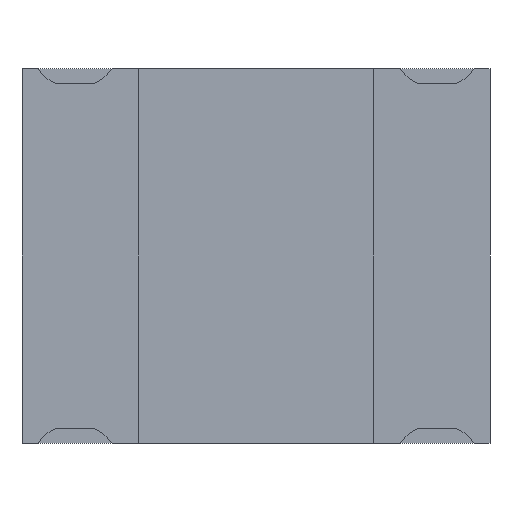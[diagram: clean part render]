
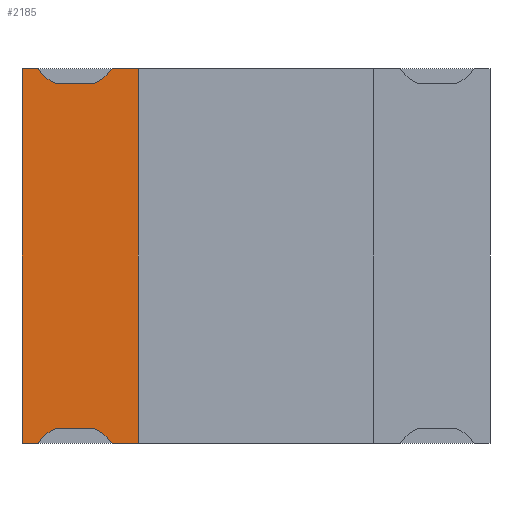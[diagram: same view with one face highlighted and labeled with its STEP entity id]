
A CAD part, front view. The second image highlights one B-rep face of the part: STEP entity #2185.
In plain terms, the highlighted planar face has unit normal (0, -1, 0).
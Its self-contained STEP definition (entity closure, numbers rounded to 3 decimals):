
#28 = EDGE_LOOP ( 'NONE', ( #2336, #1391, #2102, #2278, #1897, #1060, #1411, #865, #884, #319, #1992, #1409 ) ) ;
#33 = DIRECTION ( 'NONE',  ( 0., -1., 0. ) ) ;
#49 = LINE ( 'NONE', #1545, #977 ) ;
#61 = VERTEX_POINT ( 'NONE', #1658 ) ;
#75 = VERTEX_POINT ( 'NONE', #1111 ) ;
#76 = VERTEX_POINT ( 'NONE', #191 ) ;
#191 = CARTESIAN_POINT ( 'NONE',  ( -0.63, -0.775, 1. ) ) ;
#193 = DIRECTION ( 'NONE',  ( 0., 0., -1. ) ) ;
#194 = DIRECTION ( 'NONE',  ( 0., 1., 0. ) ) ;
#199 = VECTOR ( 'NONE', #477, 1000. ) ;
#208 = CIRCLE ( 'NONE', #1720, 0.25 ) ;
#212 = FACE_OUTER_BOUND ( 'NONE', #28, .T. ) ;
#226 = DIRECTION ( 'NONE',  ( 0., 0., -1. ) ) ;
#272 = DIRECTION ( 'NONE',  ( 0., 1., 0. ) ) ;
#316 = CARTESIAN_POINT ( 'NONE',  ( -0.967, -0.775, 1.149 ) ) ;
#319 = ORIENTED_EDGE ( 'NONE', *, *, #2054, .T. ) ;
#345 = DIRECTION ( 'NONE',  ( 0., 0., -1. ) ) ;
#369 = EDGE_CURVE ( 'NONE', #900, #76, #2125, .T. ) ;
#410 = CARTESIAN_POINT ( 'NONE',  ( -1.25, -0.775, 1. ) ) ;
#416 = VECTOR ( 'NONE', #345, 1000. ) ;
#441 = LINE ( 'NONE', #1024, #844 ) ;
#473 = AXIS2_PLACEMENT_3D ( 'NONE', #947, #194, #2051 ) ;
#477 = DIRECTION ( 'NONE',  ( -1., 0., 0. ) ) ;
#487 = EDGE_CURVE ( 'NONE', #1299, #1814, #530, .T. ) ;
#508 = DIRECTION ( 'NONE',  ( 0., 0., -1. ) ) ;
#517 = CARTESIAN_POINT ( 'NONE',  ( -0.63, -0.775, 0. ) ) ;
#530 = CIRCLE ( 'NONE', #615, 0.25 ) ;
#563 = LINE ( 'NONE', #1575, #2131 ) ;
#615 = AXIS2_PLACEMENT_3D ( 'NONE', #316, #1602, #508 ) ;
#678 = DIRECTION ( 'NONE',  ( 1., 0., 0. ) ) ;
#701 = DIRECTION ( 'NONE',  ( 0., 0., -1. ) ) ;
#779 = EDGE_CURVE ( 'NONE', #1528, #1799, #208, .T. ) ;
#806 = EDGE_CURVE ( 'NONE', #1814, #1528, #563, .T. ) ;
#819 = LINE ( 'NONE', #1083, #416 ) ;
#823 = VERTEX_POINT ( 'NONE', #1343 ) ;
#844 = VECTOR ( 'NONE', #678, 1000. ) ;
#865 = ORIENTED_EDGE ( 'NONE', *, *, #1015, .T. ) ;
#875 = CARTESIAN_POINT ( 'NONE',  ( -0.63, -0.775, -1. ) ) ;
#884 = ORIENTED_EDGE ( 'NONE', *, *, #1277, .T. ) ;
#900 = VERTEX_POINT ( 'NONE', #875 ) ;
#947 = CARTESIAN_POINT ( 'NONE',  ( -0.967, -0.775, -1.149 ) ) ;
#960 = CARTESIAN_POINT ( 'NONE',  ( 0., -0.775, 0. ) ) ;
#969 = CARTESIAN_POINT ( 'NONE',  ( -0.767, -0.775, 1. ) ) ;
#977 = VECTOR ( 'NONE', #2060, 1000. ) ;
#1015 = EDGE_CURVE ( 'NONE', #2068, #75, #819, .T. ) ;
#1024 = CARTESIAN_POINT ( 'NONE',  ( 0., -0.775, -0.92 ) ) ;
#1060 = ORIENTED_EDGE ( 'NONE', *, *, #779, .T. ) ;
#1083 = CARTESIAN_POINT ( 'NONE',  ( -1.25, -0.775, 0. ) ) ;
#1096 = LINE ( 'NONE', #2168, #1894 ) ;
#1111 = CARTESIAN_POINT ( 'NONE',  ( -1.25, -0.775, -1. ) ) ;
#1222 = DIRECTION ( 'NONE',  ( 0., 0., 1. ) ) ;
#1241 = VERTEX_POINT ( 'NONE', #1483 ) ;
#1258 = EDGE_CURVE ( 'NONE', #76, #1299, #2119, .T. ) ;
#1277 = EDGE_CURVE ( 'NONE', #75, #823, #49, .T. ) ;
#1293 = CARTESIAN_POINT ( 'NONE',  ( -0.967, -0.775, 1.149 ) ) ;
#1299 = VERTEX_POINT ( 'NONE', #969 ) ;
#1330 = AXIS2_PLACEMENT_3D ( 'NONE', #1753, #272, #701 ) ;
#1343 = CARTESIAN_POINT ( 'NONE',  ( -1.168, -0.775, -1. ) ) ;
#1391 = ORIENTED_EDGE ( 'NONE', *, *, #369, .T. ) ;
#1409 = ORIENTED_EDGE ( 'NONE', *, *, #1807, .T. ) ;
#1411 = ORIENTED_EDGE ( 'NONE', *, *, #1437, .T. ) ;
#1437 = EDGE_CURVE ( 'NONE', #1799, #2068, #1529, .T. ) ;
#1465 = CARTESIAN_POINT ( 'NONE',  ( -1.168, -0.775, 1. ) ) ;
#1472 = VECTOR ( 'NONE', #1222, 1000. ) ;
#1483 = CARTESIAN_POINT ( 'NONE',  ( -0.767, -0.775, -1. ) ) ;
#1505 = VECTOR ( 'NONE', #2080, 1000. ) ;
#1528 = VERTEX_POINT ( 'NONE', #2363 ) ;
#1529 = LINE ( 'NONE', #2304, #199 ) ;
#1545 = CARTESIAN_POINT ( 'NONE',  ( 0., -0.775, -1. ) ) ;
#1555 = EDGE_CURVE ( 'NONE', #1241, #900, #1096, .T. ) ;
#1575 = CARTESIAN_POINT ( 'NONE',  ( 0., -0.775, 0.92 ) ) ;
#1602 = DIRECTION ( 'NONE',  ( 0., 1., 0. ) ) ;
#1613 = CARTESIAN_POINT ( 'NONE',  ( -0.867, -0.775, -0.92 ) ) ;
#1658 = CARTESIAN_POINT ( 'NONE',  ( -1.067, -0.775, -0.92 ) ) ;
#1682 = DIRECTION ( 'NONE',  ( 0., 1., 0. ) ) ;
#1720 = AXIS2_PLACEMENT_3D ( 'NONE', #1293, #1682, #193 ) ;
#1753 = CARTESIAN_POINT ( 'NONE',  ( -0.967, -0.775, -1.149 ) ) ;
#1770 = CARTESIAN_POINT ( 'NONE',  ( -0.867, -0.775, 0.92 ) ) ;
#1799 = VERTEX_POINT ( 'NONE', #1465 ) ;
#1807 = EDGE_CURVE ( 'NONE', #1841, #1241, #1834, .T. ) ;
#1814 = VERTEX_POINT ( 'NONE', #1770 ) ;
#1834 = CIRCLE ( 'NONE', #1330, 0.25 ) ;
#1841 = VERTEX_POINT ( 'NONE', #1613 ) ;
#1880 = PLANE ( 'NONE',  #2113 ) ;
#1894 = VECTOR ( 'NONE', #2001, 1000. ) ;
#1897 = ORIENTED_EDGE ( 'NONE', *, *, #806, .T. ) ;
#1981 = CIRCLE ( 'NONE', #473, 0.25 ) ;
#1992 = ORIENTED_EDGE ( 'NONE', *, *, #2371, .T. ) ;
#2001 = DIRECTION ( 'NONE',  ( 1., 0., 0. ) ) ;
#2051 = DIRECTION ( 'NONE',  ( 0., 0., -1. ) ) ;
#2054 = EDGE_CURVE ( 'NONE', #823, #61, #1981, .T. ) ;
#2056 = CARTESIAN_POINT ( 'NONE',  ( 0., -0.775, 1. ) ) ;
#2060 = DIRECTION ( 'NONE',  ( 1., 0., 0. ) ) ;
#2068 = VERTEX_POINT ( 'NONE', #410 ) ;
#2080 = DIRECTION ( 'NONE',  ( -1., 0., 0. ) ) ;
#2102 = ORIENTED_EDGE ( 'NONE', *, *, #1258, .T. ) ;
#2113 = AXIS2_PLACEMENT_3D ( 'NONE', #960, #33, #226 ) ;
#2119 = LINE ( 'NONE', #2056, #1505 ) ;
#2125 = LINE ( 'NONE', #517, #1472 ) ;
#2131 = VECTOR ( 'NONE', #2350, 1000. ) ;
#2168 = CARTESIAN_POINT ( 'NONE',  ( 0., -0.775, -1. ) ) ;
#2185 = ADVANCED_FACE ( 'NONE', ( #212 ), #1880, .T. ) ;
#2278 = ORIENTED_EDGE ( 'NONE', *, *, #487, .T. ) ;
#2304 = CARTESIAN_POINT ( 'NONE',  ( 0., -0.775, 1. ) ) ;
#2336 = ORIENTED_EDGE ( 'NONE', *, *, #1555, .T. ) ;
#2350 = DIRECTION ( 'NONE',  ( -1., 0., 0. ) ) ;
#2363 = CARTESIAN_POINT ( 'NONE',  ( -1.067, -0.775, 0.92 ) ) ;
#2371 = EDGE_CURVE ( 'NONE', #61, #1841, #441, .T. ) ;
